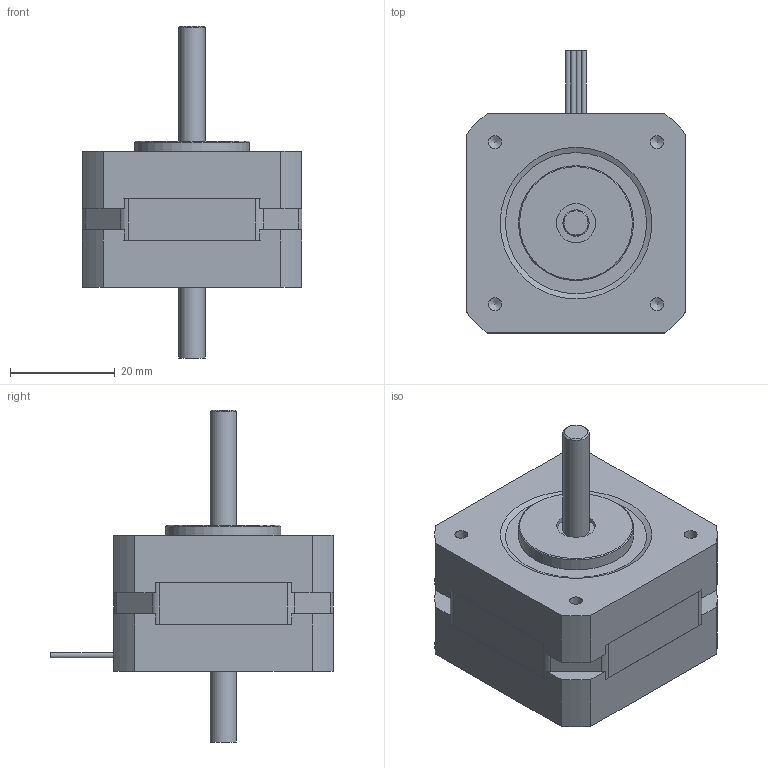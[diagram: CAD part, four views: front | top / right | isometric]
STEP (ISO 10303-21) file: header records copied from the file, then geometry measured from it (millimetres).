
FILE_DESCRIPTION(/* description */ (''),/* implementation_level */ '2;1');
FILE_NAME(/* name */ 'ST4118X0404-B.stp',/* time_stamp */ '2015-07-15T09:43:02+02:00',/* author */ ('schneid_a'),/* organization */ (''),/* preprocessor_version */ 'ST-DEVELOPER v16.1',/* originating_system */ 'Autodesk Inventor 2016',/* authorisation */ '');
FILE_SCHEMA (('AUTOMOTIVE_DESIGN { 1 0 10303 214 3 1 1 }'));
Length unit declared in the file: centimetre
Products named in the file (1): ST4118X..._B
Bounding box: 42 x 54 x 63.5 mm (x, y, z)
Volume: 45672.3 mm3; surface area: 16919.8 mm2
Topology: 10 solids, 11 shells, 269 faces, 665 edges, 425 vertices
Faces by surface type: plane 137, cone 69, cylinder 55, sphere 4, torus 4
Full cylindrical faces by diameter (mm): 1 x8, 2.013 x2, 2.275 x4, 2.459 x4, 2.5 x4, 2.7 x4, 5 x3, 6 x4, 7.5 x1, 22 x1
Entity records: 7897 total; most frequent: CARTESIAN_POINT 1462, DIRECTION 1312, ORIENTED_EDGE 1180, EDGE_CURVE 590, AXIS2_PLACEMENT_3D 532, VERTEX_POINT 410, EDGE_LOOP 355, STYLED_ITEM 279
